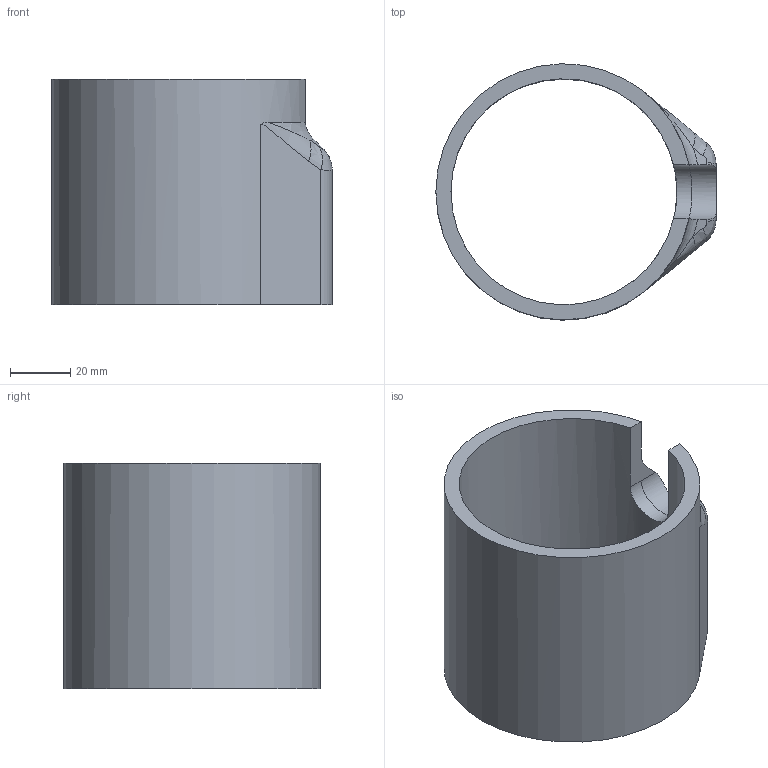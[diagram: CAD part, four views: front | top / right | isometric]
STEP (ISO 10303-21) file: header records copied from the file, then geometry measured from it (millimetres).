
FILE_DESCRIPTION(('Open CASCADE Model'),'2;1');
FILE_NAME('Open CASCADE Shape Model','2024-03-22T20:17:05',('Author'),( 'Open CASCADE'),'Open CASCADE STEP processor 7.7','Open CASCADE 7.7' ,'Unknown');
FILE_SCHEMA(('AUTOMOTIVE_DESIGN { 1 0 10303 214 1 1 1 1 }'));
Length unit declared in the file: millimetre
Products named in the file (1): Open CASCADE STEP translator 7.7 1
Bounding box: 93 x 84.99 x 75 mm (x, y, z)
Volume: 110525.9 mm3; surface area: 40731.5 mm2
Topology: 1 solids, 1 shells, 25 faces, 66 edges, 42 vertices
Faces by surface type: bspline 8, plane 7, cylinder 6, torus 2, cone 2
Full cylindrical faces by diameter (mm): 75 x1
Entity records: 4401 total; most frequent: CARTESIAN_POINT 3261, DIRECTION 155, ORIENTED_EDGE 132, PCURVE 132, DEFINITIONAL_REPRESENTATION 132, LINE 85, VECTOR 85, B_SPLINE_CURVE_WITH_KNOTS 77
